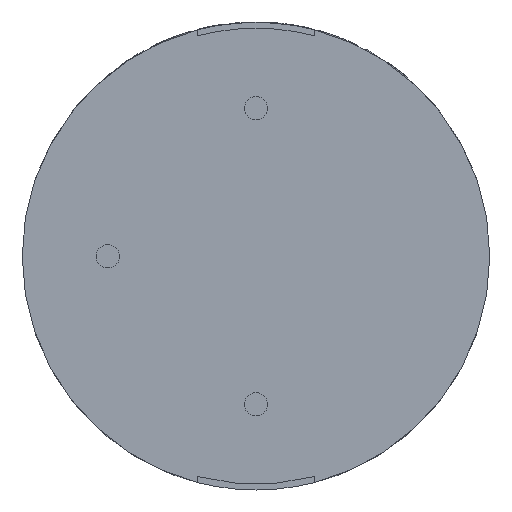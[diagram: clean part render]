
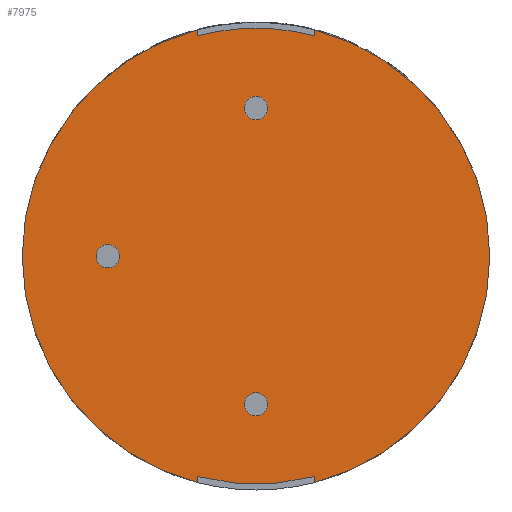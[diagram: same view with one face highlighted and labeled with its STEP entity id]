
A CAD part, front view. The second image highlights one B-rep face of the part: STEP entity #7975.
In plain terms, the highlighted planar face has unit normal (0, -1, 0).
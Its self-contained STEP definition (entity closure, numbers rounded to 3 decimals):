
#26 = EDGE_CURVE ( 'NONE', #8707, #6020, #4482, .T. ) ;
#30 = VERTEX_POINT ( 'NONE', #4962 ) ;
#93 = EDGE_CURVE ( 'NONE', #6020, #710, #8015, .T. ) ;
#177 = ORIENTED_EDGE ( 'NONE', *, *, #772, .F. ) ;
#204 = EDGE_LOOP ( 'NONE', ( #3380, #7334 ) ) ;
#474 = AXIS2_PLACEMENT_3D ( 'NONE', #8897, #8760, #5692 ) ;
#508 = DIRECTION ( 'NONE',  ( 0., 0., 1. ) ) ;
#589 = CARTESIAN_POINT ( 'NONE',  ( 0., 0., 0. ) ) ;
#648 = FACE_OUTER_BOUND ( 'NONE', #8525, .T. ) ;
#710 = VERTEX_POINT ( 'NONE', #7338 ) ;
#772 = EDGE_CURVE ( 'NONE', #6415, #2205, #8925, .T. ) ;
#866 = VERTEX_POINT ( 'NONE', #4257 ) ;
#892 = FACE_BOUND ( 'NONE', #6543, .T. ) ;
#959 = CARTESIAN_POINT ( 'NONE',  ( 0., 0., 0. ) ) ;
#1023 = AXIS2_PLACEMENT_3D ( 'NONE', #1846, #1942, #1057 ) ;
#1044 = CIRCLE ( 'NONE', #6031, 5.85 ) ;
#1057 = DIRECTION ( 'NONE',  ( 0., 0., -1. ) ) ;
#1161 = DIRECTION ( 'NONE',  ( 0., -1., 0. ) ) ;
#1191 = EDGE_CURVE ( 'NONE', #5690, #6897, #2979, .T. ) ;
#1239 = ORIENTED_EDGE ( 'NONE', *, *, #6293, .F. ) ;
#1309 = DIRECTION ( 'NONE',  ( 0., 0., -1. ) ) ;
#1345 = ORIENTED_EDGE ( 'NONE', *, *, #2491, .T. ) ;
#1387 = CARTESIAN_POINT ( 'NONE',  ( 0., 0., 3.8 ) ) ;
#1434 = CIRCLE ( 'NONE', #474, 0.3 ) ;
#1780 = DIRECTION ( 'NONE',  ( 0., 0., -1. ) ) ;
#1844 = CARTESIAN_POINT ( 'NONE',  ( 0., 0., 0. ) ) ;
#1846 = CARTESIAN_POINT ( 'NONE',  ( 0., 0., -3.8 ) ) ;
#1901 = LINE ( 'NONE', #6732, #2148 ) ;
#1942 = DIRECTION ( 'NONE',  ( 0., -1., 0. ) ) ;
#2148 = VECTOR ( 'NONE', #6200, 1000. ) ;
#2175 = AXIS2_PLACEMENT_3D ( 'NONE', #589, #3729, #3837 ) ;
#2181 = LINE ( 'NONE', #5569, #5635 ) ;
#2205 = VERTEX_POINT ( 'NONE', #5250 ) ;
#2236 = DIRECTION ( 'NONE',  ( 0., 0., 1. ) ) ;
#2280 = EDGE_CURVE ( 'NONE', #30, #3029, #2567, .T. ) ;
#2491 = EDGE_CURVE ( 'NONE', #3029, #10321, #1044, .T. ) ;
#2567 = CIRCLE ( 'NONE', #3350, 5.85 ) ;
#2593 = ORIENTED_EDGE ( 'NONE', *, *, #8839, .F. ) ;
#2599 = CARTESIAN_POINT ( 'NONE',  ( -3.8, 0., 0. ) ) ;
#2618 = CIRCLE ( 'NONE', #1023, 0.3 ) ;
#2776 = CARTESIAN_POINT ( 'NONE',  ( 0., 0., 5.85 ) ) ;
#2979 = CIRCLE ( 'NONE', #6208, 0.3 ) ;
#3029 = VERTEX_POINT ( 'NONE', #2776 ) ;
#3050 = EDGE_CURVE ( 'NONE', #30, #7820, #8801, .T. ) ;
#3159 = CARTESIAN_POINT ( 'NONE',  ( 0., 0., -3.5 ) ) ;
#3327 = FACE_BOUND ( 'NONE', #5678, .T. ) ;
#3350 = AXIS2_PLACEMENT_3D ( 'NONE', #3934, #4705, #4733 ) ;
#3380 = ORIENTED_EDGE ( 'NONE', *, *, #8512, .F. ) ;
#3674 = CIRCLE ( 'NONE', #5990, 6. ) ;
#3729 = DIRECTION ( 'NONE',  ( 0., -1., 0. ) ) ;
#3754 = DIRECTION ( 'NONE',  ( 0., -1., 0. ) ) ;
#3837 = DIRECTION ( 'NONE',  ( 0., 0., -1. ) ) ;
#3934 = CARTESIAN_POINT ( 'NONE',  ( 0., 0., 0. ) ) ;
#4257 = CARTESIAN_POINT ( 'NONE',  ( 1.5, 0., -5.654 ) ) ;
#4274 = DIRECTION ( 'NONE',  ( 0., 0., -1. ) ) ;
#4291 = ORIENTED_EDGE ( 'NONE', *, *, #93, .T. ) ;
#4406 = ORIENTED_EDGE ( 'NONE', *, *, #10423, .T. ) ;
#4433 = VERTEX_POINT ( 'NONE', #6979 ) ;
#4439 = CARTESIAN_POINT ( 'NONE',  ( -1.5, 0., 5.654 ) ) ;
#4482 = CIRCLE ( 'NONE', #4627, 6. ) ;
#4545 = EDGE_CURVE ( 'NONE', #6578, #866, #1901, .T. ) ;
#4582 = CARTESIAN_POINT ( 'NONE',  ( -3.8, 0., 0.3 ) ) ;
#4627 = AXIS2_PLACEMENT_3D ( 'NONE', #5873, #7508, #8296 ) ;
#4705 = DIRECTION ( 'NONE',  ( 0., -1., 0. ) ) ;
#4733 = DIRECTION ( 'NONE',  ( 0., 0., -1. ) ) ;
#4904 = ORIENTED_EDGE ( 'NONE', *, *, #26, .T. ) ;
#4962 = CARTESIAN_POINT ( 'NONE',  ( 1.5, 0., 5.654 ) ) ;
#5002 = ORIENTED_EDGE ( 'NONE', *, *, #8448, .T. ) ;
#5250 = CARTESIAN_POINT ( 'NONE',  ( -3.8, 0., -0.3 ) ) ;
#5357 = CARTESIAN_POINT ( 'NONE',  ( -1.5, 0., -6. ) ) ;
#5569 = CARTESIAN_POINT ( 'NONE',  ( -1.5, 0., -6. ) ) ;
#5602 = CIRCLE ( 'NONE', #6251, 0.3 ) ;
#5635 = VECTOR ( 'NONE', #6313, 1000. ) ;
#5678 = EDGE_LOOP ( 'NONE', ( #1239, #2593 ) ) ;
#5687 = CIRCLE ( 'NONE', #6354, 0.3 ) ;
#5690 = VERTEX_POINT ( 'NONE', #8777 ) ;
#5692 = DIRECTION ( 'NONE',  ( 0., 0., -1. ) ) ;
#5725 = CARTESIAN_POINT ( 'NONE',  ( -1.5, 0., 5.809 ) ) ;
#5873 = CARTESIAN_POINT ( 'NONE',  ( 0., 0., 0. ) ) ;
#5917 = CARTESIAN_POINT ( 'NONE',  ( 1.5, 0., -6. ) ) ;
#5990 = AXIS2_PLACEMENT_3D ( 'NONE', #6982, #6203, #2236 ) ;
#6018 = CARTESIAN_POINT ( 'NONE',  ( 1.5, 0., 5.809 ) ) ;
#6020 = VERTEX_POINT ( 'NONE', #10137 ) ;
#6031 = AXIS2_PLACEMENT_3D ( 'NONE', #959, #6657, #1780 ) ;
#6055 = AXIS2_PLACEMENT_3D ( 'NONE', #2599, #9851, #6566 ) ;
#6081 = ORIENTED_EDGE ( 'NONE', *, *, #2280, .T. ) ;
#6160 = CARTESIAN_POINT ( 'NONE',  ( 0., 0., 3.8 ) ) ;
#6172 = DIRECTION ( 'NONE',  ( 0., -1., 0. ) ) ;
#6200 = DIRECTION ( 'NONE',  ( 0., 0., 1. ) ) ;
#6203 = DIRECTION ( 'NONE',  ( 0., -1., 0. ) ) ;
#6208 = AXIS2_PLACEMENT_3D ( 'NONE', #6160, #6951, #8627 ) ;
#6251 = AXIS2_PLACEMENT_3D ( 'NONE', #6651, #6172, #8611 ) ;
#6293 = EDGE_CURVE ( 'NONE', #10079, #4433, #5602, .T. ) ;
#6313 = DIRECTION ( 'NONE',  ( 0., 0., 1. ) ) ;
#6354 = AXIS2_PLACEMENT_3D ( 'NONE', #1387, #3754, #1309 ) ;
#6415 = VERTEX_POINT ( 'NONE', #4582 ) ;
#6500 = FACE_BOUND ( 'NONE', #204, .T. ) ;
#6543 = EDGE_LOOP ( 'NONE', ( #9713, #177 ) ) ;
#6566 = DIRECTION ( 'NONE',  ( 0., 0., -1. ) ) ;
#6578 = VERTEX_POINT ( 'NONE', #6734 ) ;
#6651 = CARTESIAN_POINT ( 'NONE',  ( 0., 0., -3.8 ) ) ;
#6657 = DIRECTION ( 'NONE',  ( 0., -1., 0. ) ) ;
#6732 = CARTESIAN_POINT ( 'NONE',  ( 1.5, 0., -6. ) ) ;
#6734 = CARTESIAN_POINT ( 'NONE',  ( 1.5, 0., -5.809 ) ) ;
#6892 = EDGE_CURVE ( 'NONE', #2205, #6415, #1434, .T. ) ;
#6897 = VERTEX_POINT ( 'NONE', #7249 ) ;
#6951 = DIRECTION ( 'NONE',  ( 0., -1., 0. ) ) ;
#6969 = ORIENTED_EDGE ( 'NONE', *, *, #4545, .F. ) ;
#6979 = CARTESIAN_POINT ( 'NONE',  ( 0., 0., -4.1 ) ) ;
#6982 = CARTESIAN_POINT ( 'NONE',  ( 0., 0., 0. ) ) ;
#7060 = EDGE_CURVE ( 'NONE', #710, #866, #7290, .T. ) ;
#7205 = VECTOR ( 'NONE', #8302, 1000. ) ;
#7249 = CARTESIAN_POINT ( 'NONE',  ( 0., 0., 4.1 ) ) ;
#7290 = CIRCLE ( 'NONE', #8469, 5.85 ) ;
#7334 = ORIENTED_EDGE ( 'NONE', *, *, #1191, .F. ) ;
#7338 = CARTESIAN_POINT ( 'NONE',  ( -1.5, 0., -5.654 ) ) ;
#7389 = VECTOR ( 'NONE', #508, 1000. ) ;
#7508 = DIRECTION ( 'NONE',  ( 0., -1., 0. ) ) ;
#7820 = VERTEX_POINT ( 'NONE', #6018 ) ;
#7975 = ADVANCED_FACE ( 'NONE', ( #892, #3327, #6500, #648 ), #8543, .T. ) ;
#8015 = LINE ( 'NONE', #5357, #7389 ) ;
#8283 = ORIENTED_EDGE ( 'NONE', *, *, #3050, .F. ) ;
#8296 = DIRECTION ( 'NONE',  ( 0., 0., 1. ) ) ;
#8302 = DIRECTION ( 'NONE',  ( 0., 0., 1. ) ) ;
#8448 = EDGE_CURVE ( 'NONE', #6578, #7820, #3674, .T. ) ;
#8469 = AXIS2_PLACEMENT_3D ( 'NONE', #1844, #1161, #4274 ) ;
#8512 = EDGE_CURVE ( 'NONE', #6897, #5690, #5687, .T. ) ;
#8525 = EDGE_LOOP ( 'NONE', ( #10161, #6969, #5002, #8283, #6081, #1345, #4406, #4904, #4291 ) ) ;
#8543 = PLANE ( 'NONE',  #2175 ) ;
#8611 = DIRECTION ( 'NONE',  ( 0., 0., -1. ) ) ;
#8627 = DIRECTION ( 'NONE',  ( 0., 0., -1. ) ) ;
#8707 = VERTEX_POINT ( 'NONE', #5725 ) ;
#8760 = DIRECTION ( 'NONE',  ( 0., -1., 0. ) ) ;
#8777 = CARTESIAN_POINT ( 'NONE',  ( 0., 0., 3.5 ) ) ;
#8801 = LINE ( 'NONE', #5917, #7205 ) ;
#8839 = EDGE_CURVE ( 'NONE', #4433, #10079, #2618, .T. ) ;
#8897 = CARTESIAN_POINT ( 'NONE',  ( -3.8, 0., 0. ) ) ;
#8925 = CIRCLE ( 'NONE', #6055, 0.3 ) ;
#9713 = ORIENTED_EDGE ( 'NONE', *, *, #6892, .F. ) ;
#9851 = DIRECTION ( 'NONE',  ( 0., -1., 0. ) ) ;
#10079 = VERTEX_POINT ( 'NONE', #3159 ) ;
#10137 = CARTESIAN_POINT ( 'NONE',  ( -1.5, 0., -5.809 ) ) ;
#10161 = ORIENTED_EDGE ( 'NONE', *, *, #7060, .T. ) ;
#10321 = VERTEX_POINT ( 'NONE', #4439 ) ;
#10423 = EDGE_CURVE ( 'NONE', #10321, #8707, #2181, .T. ) ;
